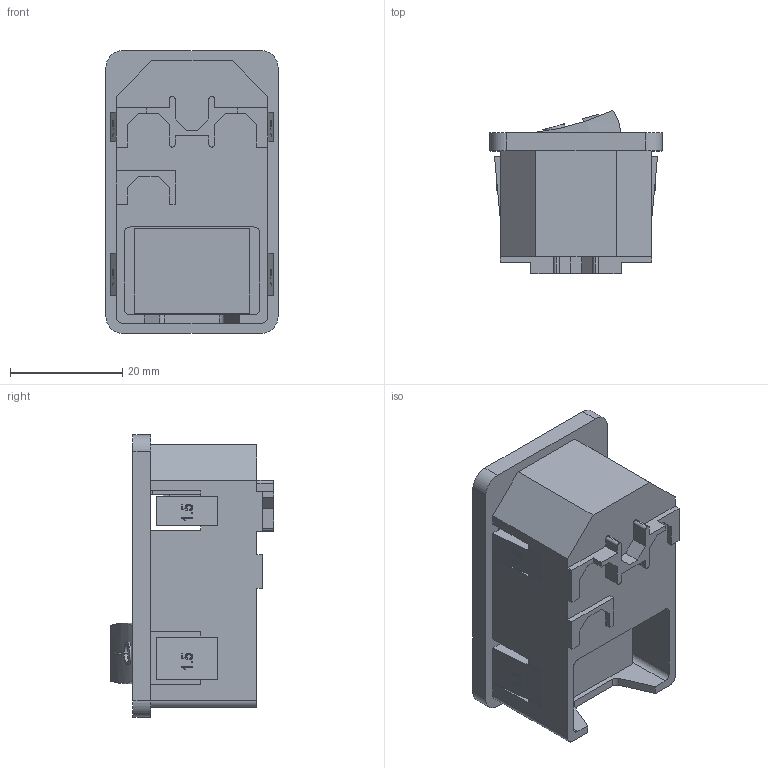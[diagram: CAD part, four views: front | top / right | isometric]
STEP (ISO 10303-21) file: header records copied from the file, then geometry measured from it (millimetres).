
FILE_DESCRIPTION (( 'STEP AP203' ), '1' );
FILE_NAME ('zasuvka s vypinacem 1.STEP', '2022-02-09T16:50:34', ( '' ), ( '' ), 'SwSTEP 2.0', 'SolidWorks 2021', '' );
FILE_SCHEMA (( 'CONFIG_CONTROL_DESIGN' ));
Length unit declared in the file: millimetre
Products named in the file (1): zasuvka s vypinacem 1
Bounding box: 30.6 x 29.06 x 50.3 mm (x, y, z)
Volume: 18939 mm3; surface area: 10724.5 mm2
Topology: 1 solids, 1 shells, 582 faces, 1653 edges, 1102 vertices
Faces by surface type: plane 424, bspline 120, cylinder 38
Entity records: 24892 total; most frequent: CARTESIAN_POINT 10433, ORIENTED_EDGE 3306, DIRECTION 2395, EDGE_CURVE 1653, VECTOR 1339, LINE 1339, VERTEX_POINT 1102, EDGE_LOOP 619
